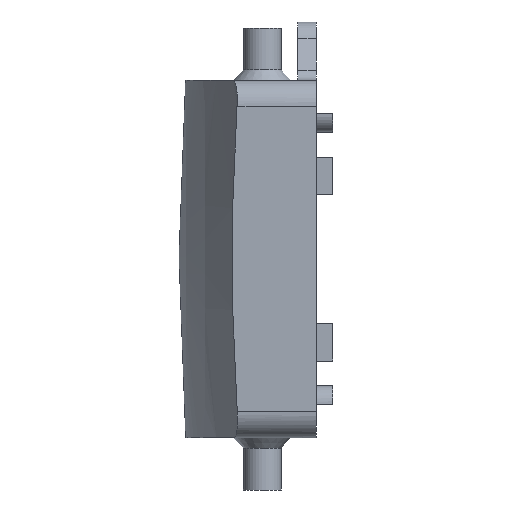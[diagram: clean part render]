
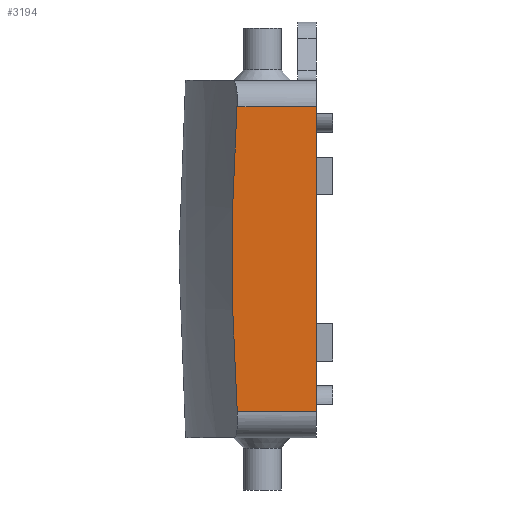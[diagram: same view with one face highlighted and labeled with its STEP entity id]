
A CAD part, left-side view. The second image highlights one B-rep face of the part: STEP entity #3194.
In plain terms, the highlighted planar face has unit normal (-1, 0, 0).
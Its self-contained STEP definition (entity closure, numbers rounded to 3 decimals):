
#64 = DIRECTION ( 'NONE',  ( 0., 0., -1. ) ) ;
#92 = CARTESIAN_POINT ( 'NONE',  ( 0., 0.5, -39.8 ) ) ;
#166 = CARTESIAN_POINT ( 'NONE',  ( 0., -268.417, -21.25 ) ) ;
#170 = DIRECTION ( 'NONE',  ( -1., 0., 0. ) ) ;
#171 = DIRECTION ( 'NONE',  ( 0., 0., 1. ) ) ;
#172 = CARTESIAN_POINT ( 'NONE',  ( 0., 17.001, -3.2 ) ) ;
#174 = DIRECTION ( 'NONE',  ( 0., -1., 0. ) ) ;
#299 = CARTESIAN_POINT ( 'NONE',  ( 0., 10.038, -3.2 ) ) ;
#309 = CARTESIAN_POINT ( 'NONE',  ( 0., 10.005, -39.8 ) ) ;
#383 = CARTESIAN_POINT ( 'NONE',  ( 0., 0.5, -3.2 ) ) ;
#403 = CARTESIAN_POINT ( 'NONE',  ( 0., 0.5, -39.8 ) ) ;
#644 = DIRECTION ( 'NONE',  ( 0., 0., 1. ) ) ;
#647 = DIRECTION ( 'NONE',  ( -1., 0., 0. ) ) ;
#675 = CARTESIAN_POINT ( 'NONE',  ( 0., 17.001, -39.8 ) ) ;
#678 = PLANE ( 'NONE',  #1731 ) ;
#1731 = AXIS2_PLACEMENT_3D ( 'NONE', #675, #647, #644 ) ;
#1745 = VECTOR ( 'NONE', #174, 1000. ) ;
#1746 = AXIS2_PLACEMENT_3D ( 'NONE', #166, #170, #171 ) ;
#1755 = CIRCLE ( 'NONE', #1746, 279.039 ) ;
#1774 = VECTOR ( 'NONE', #64, 1000. ) ;
#1815 = VECTOR ( 'NONE', #3071, 1000. ) ;
#1923 = EDGE_CURVE ( 'NONE', #2466, #2876, #2415, .T. ) ;
#1943 = EDGE_CURVE ( 'NONE', #2863, #2876, #2399, .T. ) ;
#1959 = EDGE_CURVE ( 'NONE', #2465, #2466, #1755, .T. ) ;
#1960 = EDGE_CURVE ( 'NONE', #2465, #2863, #2391, .T. ) ;
#2041 = ORIENTED_EDGE ( 'NONE', *, *, #1943, .F. ) ;
#2087 = ORIENTED_EDGE ( 'NONE', *, *, #1960, .F. ) ;
#2088 = ORIENTED_EDGE ( 'NONE', *, *, #1923, .T. ) ;
#2089 = ORIENTED_EDGE ( 'NONE', *, *, #1959, .T. ) ;
#2258 = FACE_OUTER_BOUND ( 'NONE', #2513, .T. ) ;
#2391 = LINE ( 'NONE', #172, #1745 ) ;
#2399 = LINE ( 'NONE', #92, #1774 ) ;
#2415 = LINE ( 'NONE', #3075, #1815 ) ;
#2465 = VERTEX_POINT ( 'NONE', #299 ) ;
#2466 = VERTEX_POINT ( 'NONE', #309 ) ;
#2513 = EDGE_LOOP ( 'NONE', ( #2087, #2089, #2088, #2041 ) ) ;
#2863 = VERTEX_POINT ( 'NONE', #383 ) ;
#2876 = VERTEX_POINT ( 'NONE', #403 ) ;
#3071 = DIRECTION ( 'NONE',  ( 0., -1., 0. ) ) ;
#3075 = CARTESIAN_POINT ( 'NONE',  ( 0., 17.001, -39.8 ) ) ;
#3194 = ADVANCED_FACE ( 'NONE', ( #2258 ), #678, .T. ) ;
